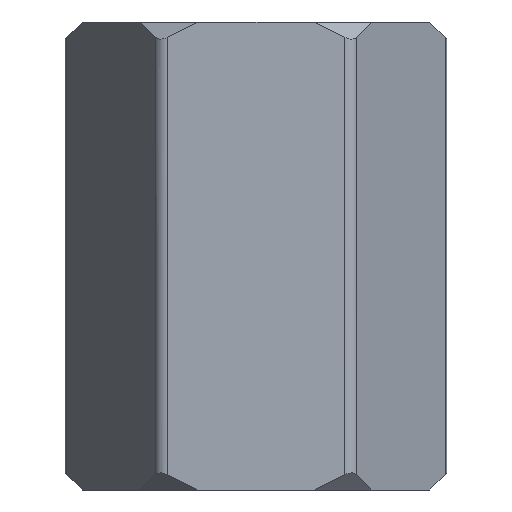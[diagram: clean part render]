
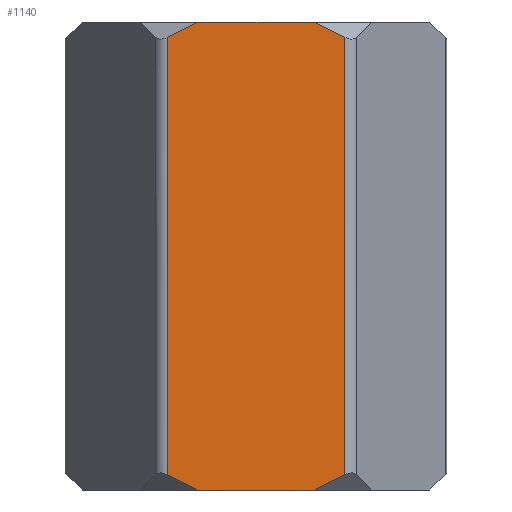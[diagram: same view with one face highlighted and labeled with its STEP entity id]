
A CAD part, front view. The second image highlights one B-rep face of the part: STEP entity #1140.
In plain terms, the highlighted planar face has unit normal (0, -1, 0).
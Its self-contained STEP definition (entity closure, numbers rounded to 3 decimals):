
#29=PLANE('',#1227);
#94=FACE_OUTER_BOUND('',#154,.T.);
#154=EDGE_LOOP('',(#895,#896,#897,#898,#899,#900,#901,#902));
#311=LINE('',#2592,#399);
#313=LINE('',#2598,#401);
#316=LINE('',#2604,#404);
#317=LINE('',#2606,#405);
#318=LINE('',#2608,#406);
#319=LINE('',#2610,#407);
#320=LINE('',#2612,#408);
#321=LINE('',#2613,#409);
#399=VECTOR('',#1413,10.);
#401=VECTOR('',#1419,10.);
#404=VECTOR('',#1424,10.);
#405=VECTOR('',#1425,10.);
#406=VECTOR('',#1426,10.);
#407=VECTOR('',#1427,10.);
#408=VECTOR('',#1428,10.);
#409=VECTOR('',#1429,10.);
#525=VERTEX_POINT('',#2589);
#526=VERTEX_POINT('',#2591);
#528=VERTEX_POINT('',#2597);
#530=VERTEX_POINT('',#2603);
#531=VERTEX_POINT('',#2605);
#532=VERTEX_POINT('',#2607);
#533=VERTEX_POINT('',#2609);
#534=VERTEX_POINT('',#2611);
#675=EDGE_CURVE('',#525,#526,#311,.T.);
#678=EDGE_CURVE('',#526,#528,#313,.T.);
#681=EDGE_CURVE('',#525,#530,#316,.T.);
#682=EDGE_CURVE('',#531,#530,#317,.T.);
#683=EDGE_CURVE('',#531,#532,#318,.T.);
#684=EDGE_CURVE('',#533,#532,#319,.T.);
#685=EDGE_CURVE('',#534,#533,#320,.T.);
#686=EDGE_CURVE('',#534,#528,#321,.T.);
#895=ORIENTED_EDGE('',*,*,#675,.F.);
#896=ORIENTED_EDGE('',*,*,#681,.T.);
#897=ORIENTED_EDGE('',*,*,#682,.F.);
#898=ORIENTED_EDGE('',*,*,#683,.T.);
#899=ORIENTED_EDGE('',*,*,#684,.F.);
#900=ORIENTED_EDGE('',*,*,#685,.F.);
#901=ORIENTED_EDGE('',*,*,#686,.T.);
#902=ORIENTED_EDGE('',*,*,#678,.F.);
#1140=ADVANCED_FACE('',(#94),#29,.T.);
#1227=AXIS2_PLACEMENT_3D('',#2602,#1422,#1423);
#1413=DIRECTION('',(0.,0.,-1.));
#1419=DIRECTION('',(-0.894,0.,-0.447));
#1422=DIRECTION('center_axis',(0.,-1.,0.));
#1423=DIRECTION('ref_axis',(1.,0.,0.));
#1424=DIRECTION('',(-0.894,0.,0.447));
#1425=DIRECTION('',(1.,0.,0.));
#1426=DIRECTION('',(-0.894,0.,-0.447));
#1427=DIRECTION('',(0.,0.,1.));
#1428=DIRECTION('',(-0.894,0.,0.447));
#1429=DIRECTION('',(1.,0.,0.));
#2589=CARTESIAN_POINT('',(1.328,-2.5,3.271));
#2591=CARTESIAN_POINT('',(1.328,-2.5,-3.271));
#2592=CARTESIAN_POINT('',(1.328,-2.5,0.));
#2597=CARTESIAN_POINT('',(0.87,-2.5,-3.5));
#2598=CARTESIAN_POINT('',(0.99,-2.5,-3.44));
#2602=CARTESIAN_POINT('Origin',(-1.443,-2.5,0.));
#2603=CARTESIAN_POINT('',(0.87,-2.5,3.5));
#2604=CARTESIAN_POINT('',(0.99,-2.5,3.44));
#2605=CARTESIAN_POINT('',(-0.87,-2.5,3.5));
#2606=CARTESIAN_POINT('',(-1.443,-2.5,3.5));
#2607=CARTESIAN_POINT('',(-1.328,-2.5,3.271));
#2608=CARTESIAN_POINT('',(-1.798,-2.5,3.036));
#2609=CARTESIAN_POINT('',(-1.328,-2.5,-3.271));
#2610=CARTESIAN_POINT('',(-1.328,-2.5,0.));
#2611=CARTESIAN_POINT('',(-0.87,-2.5,-3.5));
#2612=CARTESIAN_POINT('',(-1.798,-2.5,-3.036));
#2613=CARTESIAN_POINT('',(-1.443,-2.5,-3.5));
